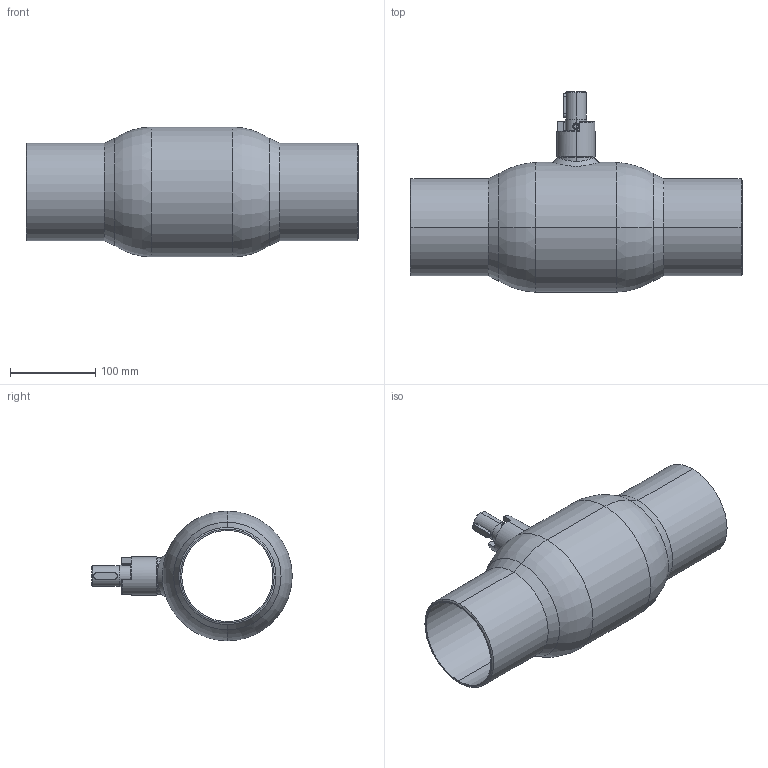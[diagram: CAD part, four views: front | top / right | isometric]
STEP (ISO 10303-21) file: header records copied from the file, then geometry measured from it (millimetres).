
FILE_DESCRIPTION (( 'STEP AP214' ), '1' );
FILE_NAME ('67102100.STEP', '2010-10-11T08:22:54', ( 'BROEN A/S' ), ( 'BROEN A/S' ), 'SwSTEP 2.0', 'SolidWorks 2009', '' );
FILE_SCHEMA (( 'AUTOMOTIVE_DESIGN' ));
Length unit declared in the file: millimetre
Products named in the file (1): 67102100
Bounding box: 390.04 x 235.4 x 152.4 mm (x, y, z)
Surface area: 257081.1 mm2 (no closed solid volume)
Topology: 0 solids, 10 shells, 84 faces, 214 edges, 134 vertices
Faces by surface type: cone 33, cylinder 24, plane 21, torus 4, bspline 2
Entity records: 5285 total; most frequent: CARTESIAN_POINT 2308, DIRECTION 460, ORIENTED_EDGE 374, EDGE_CURVE 214, AXIS2_PLACEMENT_3D 185, VERTEX_POINT 134, CIRCLE 102, LINE 90
